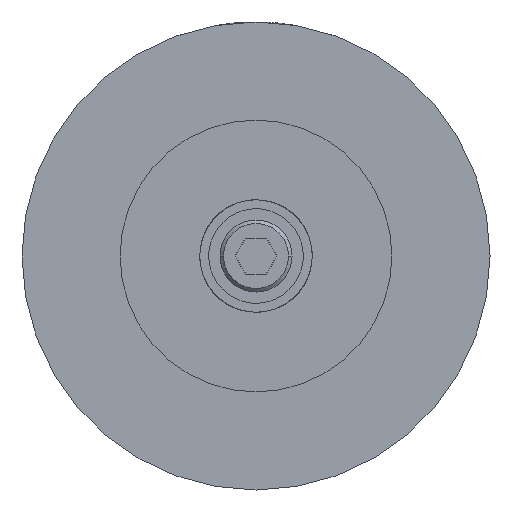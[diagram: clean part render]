
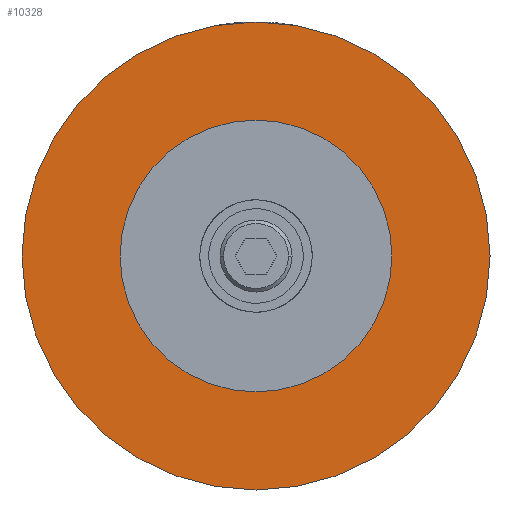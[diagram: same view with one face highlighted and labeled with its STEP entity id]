
A CAD part, front view. The second image highlights one B-rep face of the part: STEP entity #10328.
In plain terms, the highlighted face is planar.
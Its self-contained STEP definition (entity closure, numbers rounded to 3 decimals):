
#470 = DIRECTION ( 'NONE',  ( 0., 0., 1. ) ) ;
#925 = VERTEX_POINT ( 'NONE', #9282 ) ;
#1102 = EDGE_LOOP ( 'NONE', ( #4760, #3800 ) ) ;
#1251 = CARTESIAN_POINT ( 'NONE',  ( 0., 7., 0. ) ) ;
#1556 = DIRECTION ( 'NONE',  ( 0., 1., 0. ) ) ;
#1695 = CIRCLE ( 'NONE', #9583, 26. ) ;
#1934 = EDGE_CURVE ( 'NONE', #3446, #11283, #10084, .T. ) ;
#2091 = CARTESIAN_POINT ( 'NONE',  ( 0., 7., 0. ) ) ;
#2526 = CARTESIAN_POINT ( 'NONE',  ( 0., 7., 26. ) ) ;
#3013 = CARTESIAN_POINT ( 'NONE',  ( 0., 7., 0. ) ) ;
#3446 = VERTEX_POINT ( 'NONE', #2526 ) ;
#3800 = ORIENTED_EDGE ( 'NONE', *, *, #1934, .T. ) ;
#4497 = DIRECTION ( 'NONE',  ( 0., 0., 1. ) ) ;
#4660 = ORIENTED_EDGE ( 'NONE', *, *, #14659, .F. ) ;
#4760 = ORIENTED_EDGE ( 'NONE', *, *, #5192, .T. ) ;
#5012 = FACE_BOUND ( 'NONE', #7255, .T. ) ;
#5192 = EDGE_CURVE ( 'NONE', #11283, #3446, #1695, .T. ) ;
#5199 = CIRCLE ( 'NONE', #8096, 15.1 ) ;
#5550 = DIRECTION ( 'NONE',  ( 0., 1., 0. ) ) ;
#6094 = PLANE ( 'NONE',  #9905 ) ;
#6972 = DIRECTION ( 'NONE',  ( 0., 1., 0. ) ) ;
#7255 = EDGE_LOOP ( 'NONE', ( #8746, #4660 ) ) ;
#8096 = AXIS2_PLACEMENT_3D ( 'NONE', #8321, #12991, #470 ) ;
#8321 = CARTESIAN_POINT ( 'NONE',  ( 0., 7., 0. ) ) ;
#8746 = ORIENTED_EDGE ( 'NONE', *, *, #9844, .F. ) ;
#9282 = CARTESIAN_POINT ( 'NONE',  ( 0., 7., -15.1 ) ) ;
#9334 = DIRECTION ( 'NONE',  ( 0., 0., 1. ) ) ;
#9583 = AXIS2_PLACEMENT_3D ( 'NONE', #2091, #5550, #4497 ) ;
#9844 = EDGE_CURVE ( 'NONE', #12404, #925, #5199, .T. ) ;
#9905 = AXIS2_PLACEMENT_3D ( 'NONE', #14018, #1556, #14121 ) ;
#10084 = CIRCLE ( 'NONE', #13192, 26. ) ;
#10328 = ADVANCED_FACE ( 'NONE', ( #5012, #12301 ), #6094, .T. ) ;
#10992 = DIRECTION ( 'NONE',  ( 0., 1., 0. ) ) ;
#11283 = VERTEX_POINT ( 'NONE', #11681 ) ;
#11329 = CIRCLE ( 'NONE', #12530, 15.1 ) ;
#11681 = CARTESIAN_POINT ( 'NONE',  ( 0., 7., -26. ) ) ;
#12301 = FACE_OUTER_BOUND ( 'NONE', #1102, .T. ) ;
#12404 = VERTEX_POINT ( 'NONE', #14352 ) ;
#12530 = AXIS2_PLACEMENT_3D ( 'NONE', #3013, #10992, #14431 ) ;
#12991 = DIRECTION ( 'NONE',  ( 0., 1., 0. ) ) ;
#13192 = AXIS2_PLACEMENT_3D ( 'NONE', #1251, #6972, #9334 ) ;
#14018 = CARTESIAN_POINT ( 'NONE',  ( 0., 7., 0. ) ) ;
#14121 = DIRECTION ( 'NONE',  ( 0., 0., 1. ) ) ;
#14352 = CARTESIAN_POINT ( 'NONE',  ( 0., 7., 15.1 ) ) ;
#14431 = DIRECTION ( 'NONE',  ( 0., 0., 1. ) ) ;
#14659 = EDGE_CURVE ( 'NONE', #925, #12404, #11329, .T. ) ;
